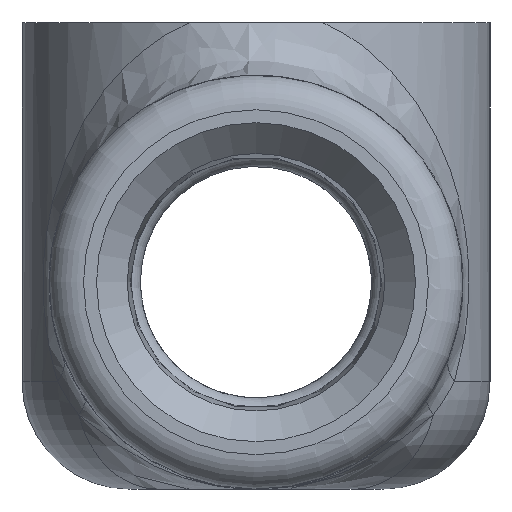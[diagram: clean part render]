
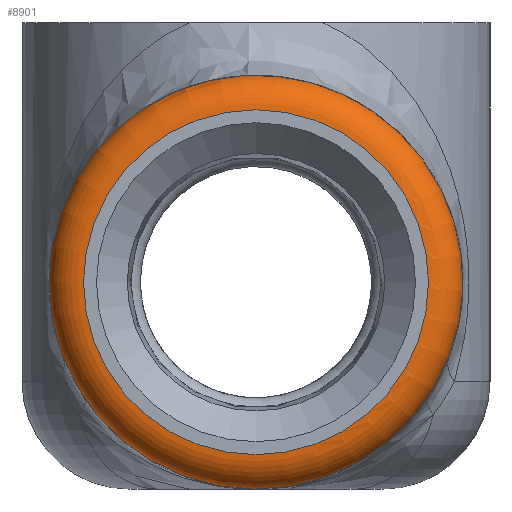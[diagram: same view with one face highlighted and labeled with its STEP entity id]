
A CAD part, left-side view. The second image highlights one B-rep face of the part: STEP entity #8901.
In plain terms, the highlighted toroidal (fillet/blend) face has major radius 15.875 mm and minor radius 3.175 mm.
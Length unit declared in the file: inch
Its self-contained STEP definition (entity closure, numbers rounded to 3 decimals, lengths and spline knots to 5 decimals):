
#296=TOROIDAL_SURFACE('',#9430,0.625,0.125);
#2945=FACE_BOUND('',#3538,.T.);
#3042=FACE_OUTER_BOUND('',#3537,.T.);
#3537=EDGE_LOOP('',(#6398));
#3538=EDGE_LOOP('',(#6399));
#4107=CIRCLE('',#9431,0.75);
#4108=CIRCLE('',#9432,0.625);
#4230=VERTEX_POINT('',#12727);
#4231=VERTEX_POINT('',#12729);
#5099=EDGE_CURVE('',#4230,#4230,#4107,.T.);
#5100=EDGE_CURVE('',#4231,#4231,#4108,.T.);
#6398=ORIENTED_EDGE('',*,*,#5099,.T.);
#6399=ORIENTED_EDGE('',*,*,#5100,.T.);
#8901=ADVANCED_FACE('',(#3042,#2945),#296,.T.);
#9430=AXIS2_PLACEMENT_3D('',#12726,#9919,#9920);
#9431=AXIS2_PLACEMENT_3D('',#12728,#9921,#9922);
#9432=AXIS2_PLACEMENT_3D('',#12730,#9923,#9924);
#9919=DIRECTION('center_axis',(-1.,0.,0.));
#9920=DIRECTION('ref_axis',(0.,0.,1.));
#9921=DIRECTION('center_axis',(-1.,0.,0.));
#9922=DIRECTION('ref_axis',(0.,-1.,0.));
#9923=DIRECTION('center_axis',(1.,0.,0.));
#9924=DIRECTION('ref_axis',(0.,-1.,0.));
#12726=CARTESIAN_POINT('Origin',(-3.175,0.,-0.095));
#12727=CARTESIAN_POINT('',(-3.175,0.75,-0.095));
#12728=CARTESIAN_POINT('Origin',(-3.175,0.,-0.095));
#12729=CARTESIAN_POINT('',(-3.3,0.625,-0.095));
#12730=CARTESIAN_POINT('Origin',(-3.3,0.,-0.095));
